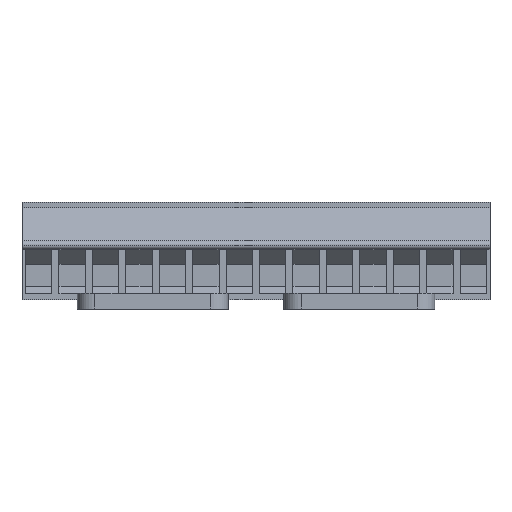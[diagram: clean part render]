
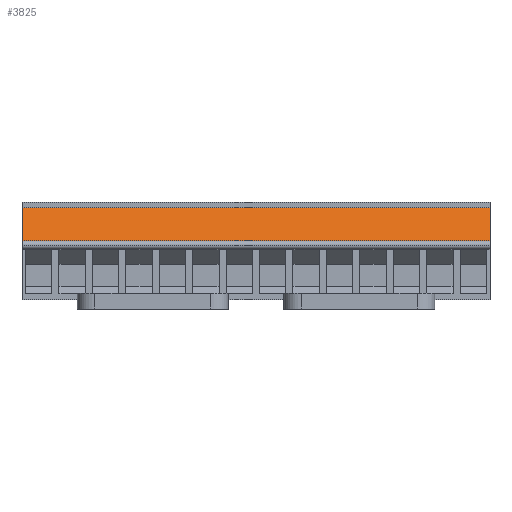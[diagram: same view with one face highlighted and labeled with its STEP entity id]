
A CAD part, top view. The second image highlights one B-rep face of the part: STEP entity #3825.
In plain terms, the highlighted planar face has unit normal (0, 0.359, 0.933).
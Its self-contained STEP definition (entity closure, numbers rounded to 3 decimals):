
#3812=AXIS2_PLACEMENT_3D('Plane Axis2P3D',#3809,#3810,#3811) ;
#3652=CARTESIAN_POINT('Vertex',(0.,7.83,14.85)) ;
#3655=CARTESIAN_POINT('Line Origine',(0.,9.715,14.125)) ;
#3659=CARTESIAN_POINT('Vertex',(0.,11.6,13.4)) ;
#3716=CARTESIAN_POINT('Vertex',(53.34,11.6,13.4)) ;
#3719=CARTESIAN_POINT('Line Origine',(53.34,9.715,14.125)) ;
#3723=CARTESIAN_POINT('Vertex',(53.34,7.83,14.85)) ;
#3797=CARTESIAN_POINT('Line Origine',(26.67,11.6,13.4)) ;
#3809=CARTESIAN_POINT('Axis2P3D Location',(0.,7.83,14.85)) ;
#3814=CARTESIAN_POINT('Line Origine',(26.67,7.83,14.85)) ;
#3656=DIRECTION('Vector Direction',(0.,0.933,-0.359)) ;
#3720=DIRECTION('Vector Direction',(0.,0.933,-0.359)) ;
#3798=DIRECTION('Vector Direction',(1.,0.,0.)) ;
#3810=DIRECTION('Axis2P3D Direction',(0.,-0.359,-0.933)) ;
#3811=DIRECTION('Axis2P3D XDirection',(0.,0.933,-0.359)) ;
#3815=DIRECTION('Vector Direction',(1.,0.,0.)) ;
#3657=VECTOR('Line Direction',#3656,1.) ;
#3721=VECTOR('Line Direction',#3720,1.) ;
#3799=VECTOR('Line Direction',#3798,1.) ;
#3816=VECTOR('Line Direction',#3815,1.) ;
#3820=ORIENTED_EDGE('',*,*,#3725,.T.) ;
#3821=ORIENTED_EDGE('',*,*,#3801,.F.) ;
#3822=ORIENTED_EDGE('',*,*,#3661,.T.) ;
#3823=ORIENTED_EDGE('',*,*,#3818,.T.) ;
#3825=ADVANCED_FACE('HOUSING',(#3824),#3813,.F.) ;
#3661=EDGE_CURVE('',#3660,#3653,#3658,.F.) ;
#3725=EDGE_CURVE('',#3724,#3717,#3722,.T.) ;
#3801=EDGE_CURVE('',#3660,#3717,#3800,.T.) ;
#3818=EDGE_CURVE('',#3653,#3724,#3817,.T.) ;
#3819=EDGE_LOOP('',(#3820,#3821,#3822,#3823)) ;
#3824=FACE_OUTER_BOUND('',#3819,.T.) ;
#3658=LINE('Line',#3655,#3657) ;
#3722=LINE('Line',#3719,#3721) ;
#3800=LINE('Line',#3797,#3799) ;
#3817=LINE('Line',#3814,#3816) ;
#3813=PLANE('',#3812) ;
#3653=VERTEX_POINT('',#3652) ;
#3660=VERTEX_POINT('',#3659) ;
#3717=VERTEX_POINT('',#3716) ;
#3724=VERTEX_POINT('',#3723) ;
